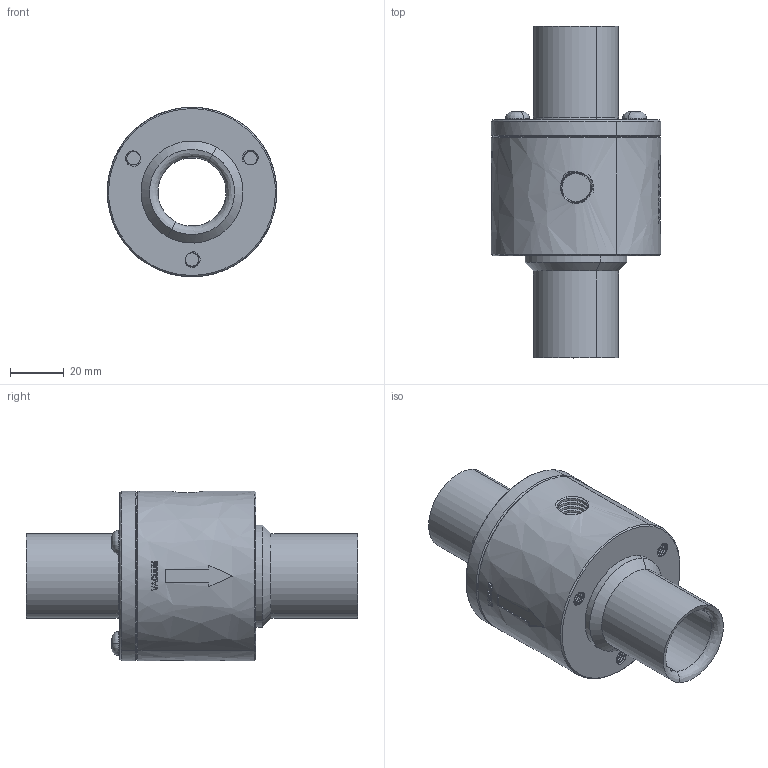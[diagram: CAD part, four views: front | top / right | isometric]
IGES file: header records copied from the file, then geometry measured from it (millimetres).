
Start section: START RECORD GO HERE.
Global section: file name: 30002 - 16.09.2020.igs; native system: DASSAULT SYSTEMES CATIA V5 R21 - www.3ds.com; preprocessor: CATIA Version 5 Release 21 ; author: Chirag Shah; organization: INTRITECH; date: 20200917.001809; units: millimetre
Bounding box: 63.19 x 123.8 x 63.2 mm (x, y, z)
Volume: 149730.4 mm3; surface area: 35193.9 mm2
Topology: 1 solids, 1 shells, 966 faces, 2625 edges, 1697 vertices
Faces by surface type: bspline 966
